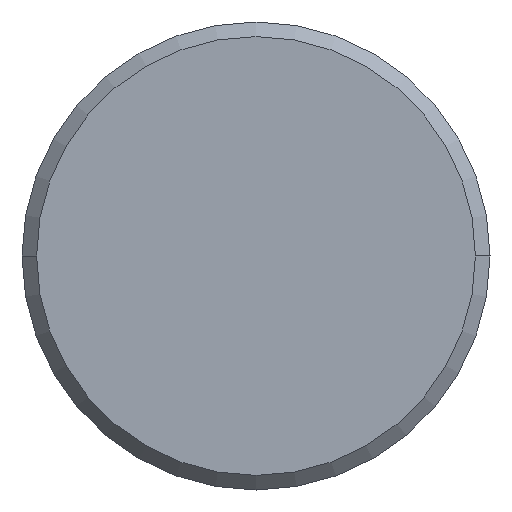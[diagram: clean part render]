
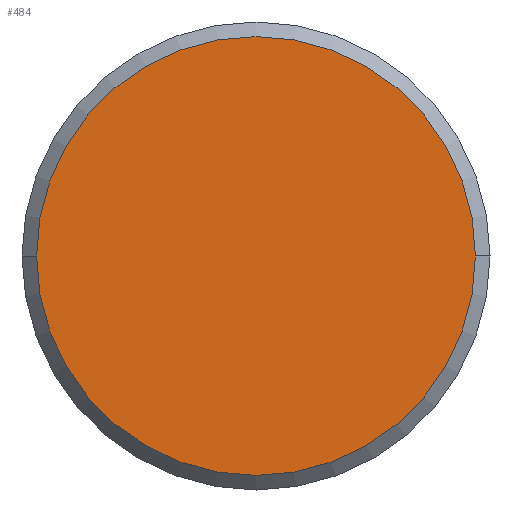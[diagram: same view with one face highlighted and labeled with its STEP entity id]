
A CAD part, front view. The second image highlights one B-rep face of the part: STEP entity #484.
In plain terms, the highlighted planar face has unit normal (0, -1, 0).
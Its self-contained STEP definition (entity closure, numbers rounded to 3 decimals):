
#22 = ORIENTED_EDGE ( 'NONE', *, *, #80, .T. ) ;
#44 = CARTESIAN_POINT ( 'NONE',  ( 0., 0., 0. ) ) ;
#53 = VERTEX_POINT ( 'NONE', #433 ) ;
#76 = DIRECTION ( 'NONE',  ( 1., 0., 0. ) ) ;
#80 = EDGE_CURVE ( 'NONE', #53, #136, #361, .T. ) ;
#86 = DIRECTION ( 'NONE',  ( 0., -1., 0. ) ) ;
#136 = VERTEX_POINT ( 'NONE', #298 ) ;
#171 = CARTESIAN_POINT ( 'NONE',  ( 0., 0., 0. ) ) ;
#224 = DIRECTION ( 'NONE',  ( 1., 0., 0. ) ) ;
#234 = ORIENTED_EDGE ( 'NONE', *, *, #498, .T. ) ;
#260 = DIRECTION ( 'NONE',  ( 0., -1., 0. ) ) ;
#268 = PLANE ( 'NONE',  #555 ) ;
#298 = CARTESIAN_POINT ( 'NONE',  ( 7.5, 0., 0. ) ) ;
#307 = DIRECTION ( 'NONE',  ( 0., -1., 0. ) ) ;
#361 = CIRCLE ( 'NONE', #548, 7.5 ) ;
#363 = AXIS2_PLACEMENT_3D ( 'NONE', #44, #86, #589 ) ;
#386 = EDGE_LOOP ( 'NONE', ( #22, #234 ) ) ;
#391 = CARTESIAN_POINT ( 'NONE',  ( 0., 0., 0. ) ) ;
#432 = FACE_OUTER_BOUND ( 'NONE', #386, .T. ) ;
#433 = CARTESIAN_POINT ( 'NONE',  ( -7.5, 0., 0. ) ) ;
#463 = CIRCLE ( 'NONE', #363, 7.5 ) ;
#484 = ADVANCED_FACE ( 'NONE', ( #432 ), #268, .T. ) ;
#498 = EDGE_CURVE ( 'NONE', #136, #53, #463, .T. ) ;
#548 = AXIS2_PLACEMENT_3D ( 'NONE', #171, #260, #76 ) ;
#555 = AXIS2_PLACEMENT_3D ( 'NONE', #391, #307, #224 ) ;
#589 = DIRECTION ( 'NONE',  ( 1., 0., 0. ) ) ;
